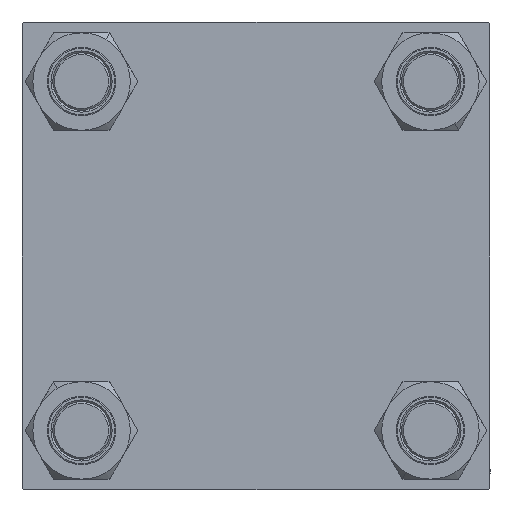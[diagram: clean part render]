
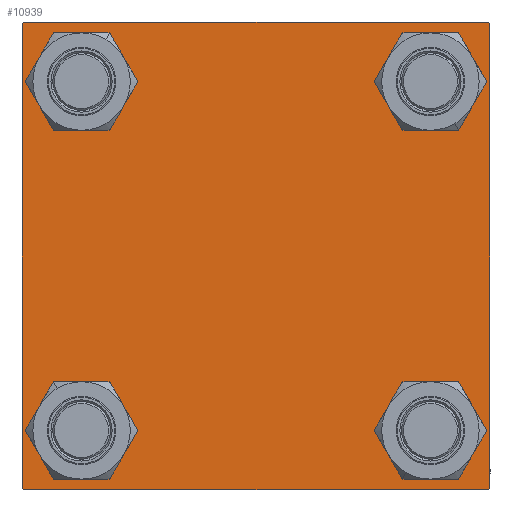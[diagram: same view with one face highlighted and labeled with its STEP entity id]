
A CAD part, left-side view. The second image highlights one B-rep face of the part: STEP entity #10939.
In plain terms, the highlighted planar face has unit normal (-1, 0, 0).
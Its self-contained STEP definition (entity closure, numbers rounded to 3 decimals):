
#1022 = LINE ( 'NONE', #19968, #6429 ) ;
#1434 = LINE ( 'NONE', #4523, #35211 ) ;
#2084 = DIRECTION ( 'NONE',  ( 1., 0., 0. ) ) ;
#2405 = PLANE ( 'NONE',  #37056 ) ;
#2532 = EDGE_LOOP ( 'NONE', ( #18139, #44830 ) ) ;
#3169 = CIRCLE ( 'NONE', #26883, 8.5 ) ;
#3312 = AXIS2_PLACEMENT_3D ( 'NONE', #11840, #47175, #7736 ) ;
#3648 = VERTEX_POINT ( 'NONE', #11415 ) ;
#4268 = DIRECTION ( 'NONE',  ( 0., -1., 0. ) ) ;
#4289 = CARTESIAN_POINT ( 'NONE',  ( 0., 48.45, -48.45 ) ) ;
#4489 = ORIENTED_EDGE ( 'NONE', *, *, #50298, .F. ) ;
#4523 = CARTESIAN_POINT ( 'NONE',  ( 0., -65., 65. ) ) ;
#5052 = FACE_BOUND ( 'NONE', #23729, .T. ) ;
#5668 = DIRECTION ( 'NONE',  ( 0., 0.707, 0.707 ) ) ;
#5820 = CARTESIAN_POINT ( 'NONE',  ( 0., -48.45, -48.45 ) ) ;
#5839 = DIRECTION ( 'NONE',  ( 0., 0., 1. ) ) ;
#5926 = DIRECTION ( 'NONE',  ( 0., 0., 1. ) ) ;
#6159 = EDGE_CURVE ( 'NONE', #3648, #31378, #36871, .T. ) ;
#6284 = AXIS2_PLACEMENT_3D ( 'NONE', #33318, #2084, #5926 ) ;
#6353 = EDGE_CURVE ( 'NONE', #9087, #43235, #14599, .T. ) ;
#6429 = VECTOR ( 'NONE', #23813, 1000. ) ;
#6498 = CIRCLE ( 'NONE', #31869, 8.5 ) ;
#7070 = CIRCLE ( 'NONE', #6284, 8.5 ) ;
#7310 = ORIENTED_EDGE ( 'NONE', *, *, #22460, .T. ) ;
#7736 = DIRECTION ( 'NONE',  ( 0., 0., 1. ) ) ;
#8098 = CARTESIAN_POINT ( 'NONE',  ( 0., -65., -64.5 ) ) ;
#8272 = ORIENTED_EDGE ( 'NONE', *, *, #32262, .T. ) ;
#8626 = CARTESIAN_POINT ( 'NONE',  ( 0., 65., -65. ) ) ;
#8815 = CARTESIAN_POINT ( 'NONE',  ( 0., -48.45, 48.45 ) ) ;
#9087 = VERTEX_POINT ( 'NONE', #31846 ) ;
#9885 = CARTESIAN_POINT ( 'NONE',  ( 0., 64.75, -64.75 ) ) ;
#9951 = VECTOR ( 'NONE', #5668, 1000. ) ;
#10080 = EDGE_CURVE ( 'NONE', #32443, #32465, #35503, .T. ) ;
#10642 = LINE ( 'NONE', #9885, #44574 ) ;
#10939 = ADVANCED_FACE ( 'NONE', ( #21607, #18269, #37226, #5052, #18022 ), #2405, .T. ) ;
#11415 = CARTESIAN_POINT ( 'NONE',  ( 0., 48.45, 39.95 ) ) ;
#11840 = CARTESIAN_POINT ( 'NONE',  ( 0., 48.45, 48.45 ) ) ;
#12693 = DIRECTION ( 'NONE',  ( 1., 0., 0. ) ) ;
#12700 = CIRCLE ( 'NONE', #41313, 8.5 ) ;
#13259 = DIRECTION ( 'NONE',  ( 0., 0., 1. ) ) ;
#13807 = CARTESIAN_POINT ( 'NONE',  ( 0., -48.45, 56.95 ) ) ;
#14035 = CARTESIAN_POINT ( 'NONE',  ( 0., -48.45, 48.45 ) ) ;
#14599 = LINE ( 'NONE', #25878, #9951 ) ;
#16453 = VERTEX_POINT ( 'NONE', #34393 ) ;
#16655 = VERTEX_POINT ( 'NONE', #23129 ) ;
#16823 = EDGE_CURVE ( 'NONE', #32465, #35977, #22812, .T. ) ;
#16891 = VECTOR ( 'NONE', #33999, 1000. ) ;
#17001 = CARTESIAN_POINT ( 'NONE',  ( 0., -64.5, -65. ) ) ;
#17062 = DIRECTION ( 'NONE',  ( 0., 0., -1. ) ) ;
#17082 = ORIENTED_EDGE ( 'NONE', *, *, #6159, .T. ) ;
#17732 = AXIS2_PLACEMENT_3D ( 'NONE', #24155, #47215, #27743 ) ;
#18022 = FACE_OUTER_BOUND ( 'NONE', #41392, .T. ) ;
#18139 = ORIENTED_EDGE ( 'NONE', *, *, #19303, .T. ) ;
#18269 = FACE_BOUND ( 'NONE', #40892, .T. ) ;
#18544 = ORIENTED_EDGE ( 'NONE', *, *, #10080, .T. ) ;
#18704 = AXIS2_PLACEMENT_3D ( 'NONE', #14035, #25292, #5839 ) ;
#19209 = ORIENTED_EDGE ( 'NONE', *, *, #41351, .F. ) ;
#19303 = EDGE_CURVE ( 'NONE', #36264, #43593, #48684, .T. ) ;
#19900 = DIRECTION ( 'NONE',  ( 0., 0., 1. ) ) ;
#19968 = CARTESIAN_POINT ( 'NONE',  ( 0., 65., 65. ) ) ;
#20511 = EDGE_CURVE ( 'NONE', #16453, #16655, #34092, .T. ) ;
#21180 = DIRECTION ( 'NONE',  ( 1., 0., 0. ) ) ;
#21607 = FACE_BOUND ( 'NONE', #49609, .T. ) ;
#21812 = DIRECTION ( 'NONE',  ( 0., -0.707, 0.707 ) ) ;
#22003 = CIRCLE ( 'NONE', #18704, 8.5 ) ;
#22460 = EDGE_CURVE ( 'NONE', #31378, #3648, #7070, .T. ) ;
#22634 = CARTESIAN_POINT ( 'NONE',  ( 0., 48.45, -39.95 ) ) ;
#22732 = CARTESIAN_POINT ( 'NONE',  ( 0., 64.75, 64.75 ) ) ;
#22812 = LINE ( 'NONE', #33837, #40428 ) ;
#23129 = CARTESIAN_POINT ( 'NONE',  ( 0., 65., -64.5 ) ) ;
#23240 = LINE ( 'NONE', #22732, #16891 ) ;
#23729 = EDGE_LOOP ( 'NONE', ( #7310, #17082 ) ) ;
#23813 = DIRECTION ( 'NONE',  ( 0., -1., 0. ) ) ;
#23954 = CARTESIAN_POINT ( 'NONE',  ( 0., 48.45, -56.95 ) ) ;
#24061 = ORIENTED_EDGE ( 'NONE', *, *, #46285, .T. ) ;
#24155 = CARTESIAN_POINT ( 'NONE',  ( 0., -48.45, -48.45 ) ) ;
#24424 = DIRECTION ( 'NONE',  ( 1., 0., 0. ) ) ;
#25292 = DIRECTION ( 'NONE',  ( 1., 0., 0. ) ) ;
#25674 = VERTEX_POINT ( 'NONE', #36071 ) ;
#25878 = CARTESIAN_POINT ( 'NONE',  ( 0., -64.75, 64.75 ) ) ;
#26531 = ORIENTED_EDGE ( 'NONE', *, *, #20511, .T. ) ;
#26883 = AXIS2_PLACEMENT_3D ( 'NONE', #4289, #50657, #19900 ) ;
#27743 = DIRECTION ( 'NONE',  ( 0., 0., 1. ) ) ;
#28431 = ORIENTED_EDGE ( 'NONE', *, *, #34830, .T. ) ;
#28749 = VERTEX_POINT ( 'NONE', #13807 ) ;
#29942 = EDGE_CURVE ( 'NONE', #50103, #28749, #22003, .T. ) ;
#30389 = ORIENTED_EDGE ( 'NONE', *, *, #32487, .T. ) ;
#31378 = VERTEX_POINT ( 'NONE', #42377 ) ;
#31735 = CARTESIAN_POINT ( 'NONE',  ( 0., 64.5, 65. ) ) ;
#31846 = CARTESIAN_POINT ( 'NONE',  ( 0., -65., 64.5 ) ) ;
#31869 = AXIS2_PLACEMENT_3D ( 'NONE', #5820, #21180, #13259 ) ;
#31892 = CARTESIAN_POINT ( 'NONE',  ( 0., 48.45, -48.45 ) ) ;
#32013 = VERTEX_POINT ( 'NONE', #31735 ) ;
#32262 = EDGE_CURVE ( 'NONE', #16655, #32443, #10642, .T. ) ;
#32439 = DIRECTION ( 'NONE',  ( 0., 0., 1. ) ) ;
#32443 = VERTEX_POINT ( 'NONE', #36191 ) ;
#32465 = VERTEX_POINT ( 'NONE', #17001 ) ;
#32487 = EDGE_CURVE ( 'NONE', #28749, #50103, #12700, .T. ) ;
#33318 = CARTESIAN_POINT ( 'NONE',  ( 0., 48.45, 48.45 ) ) ;
#33837 = CARTESIAN_POINT ( 'NONE',  ( 0., -64.75, -64.75 ) ) ;
#33999 = DIRECTION ( 'NONE',  ( 0., 0.707, -0.707 ) ) ;
#34092 = LINE ( 'NONE', #45392, #35618 ) ;
#34142 = ORIENTED_EDGE ( 'NONE', *, *, #6353, .T. ) ;
#34393 = CARTESIAN_POINT ( 'NONE',  ( 0., 65., 64.5 ) ) ;
#34830 = EDGE_CURVE ( 'NONE', #32013, #16453, #23240, .T. ) ;
#34962 = DIRECTION ( 'NONE',  ( 0., 0., 1. ) ) ;
#35211 = VECTOR ( 'NONE', #17062, 1000. ) ;
#35503 = LINE ( 'NONE', #8626, #41125 ) ;
#35618 = VECTOR ( 'NONE', #42291, 1000. ) ;
#35977 = VERTEX_POINT ( 'NONE', #8098 ) ;
#36071 = CARTESIAN_POINT ( 'NONE',  ( 0., -48.45, -39.95 ) ) ;
#36191 = CARTESIAN_POINT ( 'NONE',  ( 0., 64.5, -65. ) ) ;
#36264 = VERTEX_POINT ( 'NONE', #22634 ) ;
#36392 = EDGE_CURVE ( 'NONE', #25674, #49831, #45552, .T. ) ;
#36871 = CIRCLE ( 'NONE', #3312, 8.5 ) ;
#37011 = DIRECTION ( 'NONE',  ( 0., -0.707, -0.707 ) ) ;
#37056 = AXIS2_PLACEMENT_3D ( 'NONE', #40126, #45180, #32439 ) ;
#37226 = FACE_BOUND ( 'NONE', #2532, .T. ) ;
#40047 = DIRECTION ( 'NONE',  ( 0., 0., 1. ) ) ;
#40126 = CARTESIAN_POINT ( 'NONE',  ( 0., 0., 0. ) ) ;
#40428 = VECTOR ( 'NONE', #21812, 1000. ) ;
#40683 = EDGE_CURVE ( 'NONE', #43593, #36264, #3169, .T. ) ;
#40892 = EDGE_LOOP ( 'NONE', ( #45430, #24061 ) ) ;
#41125 = VECTOR ( 'NONE', #4268, 1000. ) ;
#41313 = AXIS2_PLACEMENT_3D ( 'NONE', #8815, #24424, #40047 ) ;
#41351 = EDGE_CURVE ( 'NONE', #32013, #43235, #1022, .T. ) ;
#41392 = EDGE_LOOP ( 'NONE', ( #26531, #8272, #18544, #44946, #4489, #34142, #19209, #28431 ) ) ;
#41804 = CARTESIAN_POINT ( 'NONE',  ( 0., -48.45, -56.95 ) ) ;
#42291 = DIRECTION ( 'NONE',  ( 0., 0., -1. ) ) ;
#42377 = CARTESIAN_POINT ( 'NONE',  ( 0., 48.45, 56.95 ) ) ;
#43235 = VERTEX_POINT ( 'NONE', #47082 ) ;
#43593 = VERTEX_POINT ( 'NONE', #23954 ) ;
#44337 = CARTESIAN_POINT ( 'NONE',  ( 0., -48.45, 39.95 ) ) ;
#44574 = VECTOR ( 'NONE', #37011, 1000. ) ;
#44830 = ORIENTED_EDGE ( 'NONE', *, *, #40683, .T. ) ;
#44946 = ORIENTED_EDGE ( 'NONE', *, *, #16823, .T. ) ;
#45180 = DIRECTION ( 'NONE',  ( -1., 0., 0. ) ) ;
#45392 = CARTESIAN_POINT ( 'NONE',  ( 0., 65., 65. ) ) ;
#45400 = AXIS2_PLACEMENT_3D ( 'NONE', #31892, #12693, #34962 ) ;
#45430 = ORIENTED_EDGE ( 'NONE', *, *, #36392, .T. ) ;
#45552 = CIRCLE ( 'NONE', #17732, 8.5 ) ;
#46285 = EDGE_CURVE ( 'NONE', #49831, #25674, #6498, .T. ) ;
#47082 = CARTESIAN_POINT ( 'NONE',  ( 0., -64.5, 65. ) ) ;
#47175 = DIRECTION ( 'NONE',  ( 1., 0., 0. ) ) ;
#47215 = DIRECTION ( 'NONE',  ( 1., 0., 0. ) ) ;
#48684 = CIRCLE ( 'NONE', #45400, 8.5 ) ;
#49609 = EDGE_LOOP ( 'NONE', ( #30389, #49978 ) ) ;
#49831 = VERTEX_POINT ( 'NONE', #41804 ) ;
#49978 = ORIENTED_EDGE ( 'NONE', *, *, #29942, .T. ) ;
#50103 = VERTEX_POINT ( 'NONE', #44337 ) ;
#50298 = EDGE_CURVE ( 'NONE', #9087, #35977, #1434, .T. ) ;
#50657 = DIRECTION ( 'NONE',  ( 1., 0., 0. ) ) ;
